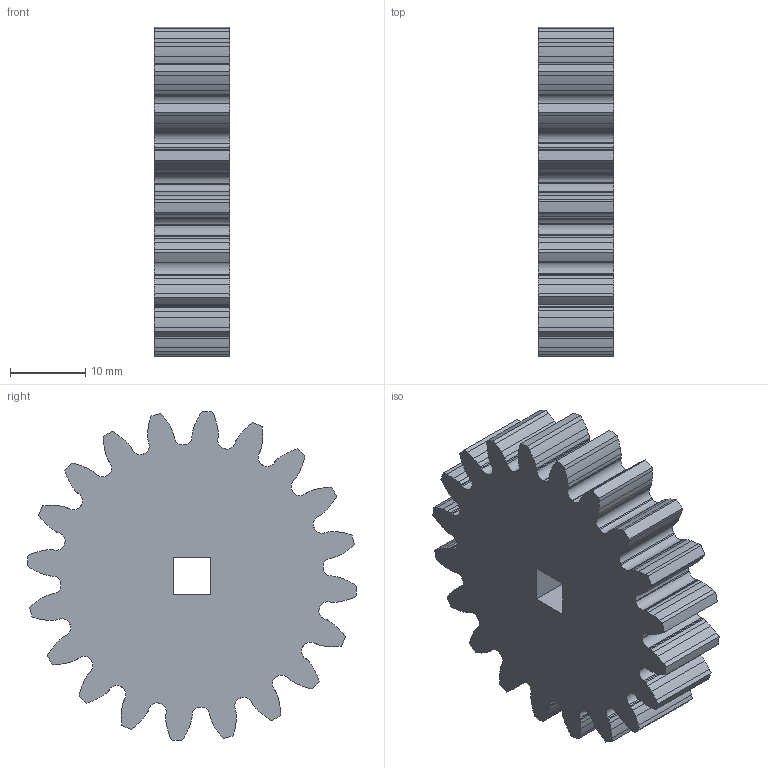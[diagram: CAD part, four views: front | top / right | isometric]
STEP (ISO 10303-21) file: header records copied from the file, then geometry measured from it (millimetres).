
FILE_DESCRIPTION (( 'STEP AP214' ), '1' );
FILE_NAME ('tmp2.STEP', '2019-11-15T14:00:32', ( '' ), ( '' ), 'SwSTEP 2.0', 'SolidWorks 2018', '' );
FILE_SCHEMA (( 'AUTOMOTIVE_DESIGN' ));
Length unit declared in the file: millimetre
Products named in the file (1): tmp2
Bounding box: 10 x 43.92 x 43.92 mm (x, y, z)
Volume: 12109.7 mm3; surface area: 5073.6 mm2
Topology: 1 solids, 1 shells, 326 faces, 972 edges, 648 vertices
Faces by surface type: cylinder 280, plane 46
Entity records: 11314 total; most frequent: DIRECTION 2186, CARTESIAN_POINT 1947, ORIENTED_EDGE 1944, EDGE_CURVE 972, AXIS2_PLACEMENT_3D 887, VERTEX_POINT 648, CIRCLE 560, VECTOR 412
